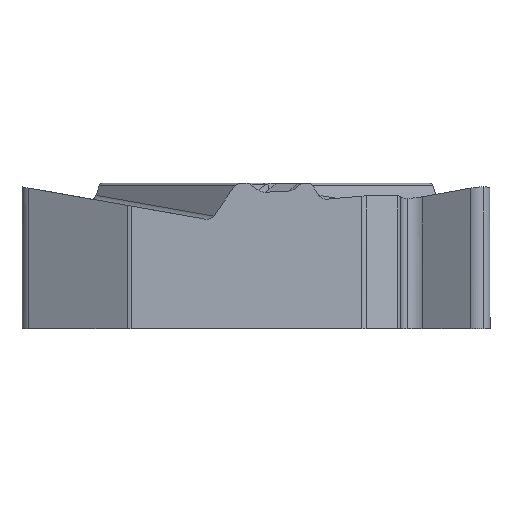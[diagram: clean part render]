
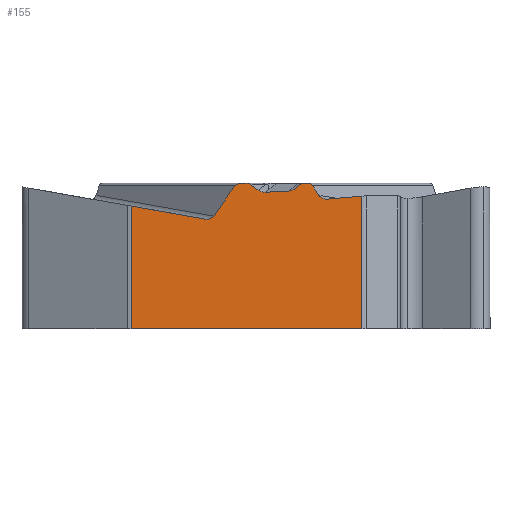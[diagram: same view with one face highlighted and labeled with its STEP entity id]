
A CAD part, left-side view. The second image highlights one B-rep face of the part: STEP entity #155.
In plain terms, the highlighted planar face has unit normal (-1, 0, 0).
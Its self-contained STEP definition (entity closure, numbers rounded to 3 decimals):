
#116=PLANE('',#1857);
#155=ADVANCED_FACE('',(#288),#116,.F.);
#288=FACE_OUTER_BOUND('',#378,.T.);
#378=EDGE_LOOP('',(#541,#542,#543,#544,#545,#546,#547,#548,#549,#550,#551,
#552,#553,#554,#555,#556,#557,#558,#559,#560));
#479=ELLIPSE('',#1843,0.234,0.2);
#486=ELLIPSE('',#1852,0.23,0.2);
#487=ELLIPSE('',#1853,0.17,0.15);
#488=ELLIPSE('',#1854,0.15,0.15);
#489=ELLIPSE('',#1855,0.167,0.15);
#490=ELLIPSE('',#1856,0.177,0.15);
#541=ORIENTED_EDGE('',*,*,#1231,.F.);
#542=ORIENTED_EDGE('',*,*,#1232,.F.);
#543=ORIENTED_EDGE('',*,*,#1233,.T.);
#544=ORIENTED_EDGE('',*,*,#1234,.F.);
#545=ORIENTED_EDGE('',*,*,#1235,.T.);
#546=ORIENTED_EDGE('',*,*,#1236,.F.);
#547=ORIENTED_EDGE('',*,*,#1210,.T.);
#548=ORIENTED_EDGE('',*,*,#1237,.F.);
#549=ORIENTED_EDGE('',*,*,#1238,.F.);
#550=ORIENTED_EDGE('',*,*,#1239,.F.);
#551=ORIENTED_EDGE('',*,*,#1240,.F.);
#552=ORIENTED_EDGE('',*,*,#1241,.F.);
#553=ORIENTED_EDGE('',*,*,#1242,.F.);
#554=ORIENTED_EDGE('',*,*,#1243,.F.);
#555=ORIENTED_EDGE('',*,*,#1244,.F.);
#556=ORIENTED_EDGE('',*,*,#1245,.F.);
#557=ORIENTED_EDGE('',*,*,#1246,.F.);
#558=ORIENTED_EDGE('',*,*,#1247,.F.);
#559=ORIENTED_EDGE('',*,*,#1248,.F.);
#560=ORIENTED_EDGE('',*,*,#1249,.F.);
#1038=VERTEX_POINT('',#2920);
#1040=VERTEX_POINT('',#2924);
#1061=VERTEX_POINT('',#2993);
#1062=VERTEX_POINT('',#2994);
#1063=VERTEX_POINT('',#2996);
#1064=VERTEX_POINT('',#2998);
#1065=VERTEX_POINT('',#3000);
#1066=VERTEX_POINT('',#3002);
#1067=VERTEX_POINT('',#3005);
#1068=VERTEX_POINT('',#3007);
#1069=VERTEX_POINT('',#3009);
#1070=VERTEX_POINT('',#3011);
#1071=VERTEX_POINT('',#3013);
#1072=VERTEX_POINT('',#3027);
#1073=VERTEX_POINT('',#3029);
#1074=VERTEX_POINT('',#3043);
#1075=VERTEX_POINT('',#3045);
#1076=VERTEX_POINT('',#3047);
#1077=VERTEX_POINT('',#3049);
#1078=VERTEX_POINT('',#3051);
#1210=EDGE_CURVE('',#1038,#1040,#479,.T.);
#1231=EDGE_CURVE('',#1061,#1062,#486,.T.);
#1232=EDGE_CURVE('',#1063,#1061,#1481,.T.);
#1233=EDGE_CURVE('',#1063,#1064,#1482,.T.);
#1234=EDGE_CURVE('',#1065,#1064,#1483,.T.);
#1235=EDGE_CURVE('',#1065,#1066,#1484,.T.);
#1236=EDGE_CURVE('',#1038,#1066,#1485,.T.);
#1237=EDGE_CURVE('',#1067,#1040,#1486,.T.);
#1238=EDGE_CURVE('',#1068,#1067,#487,.T.);
#1239=EDGE_CURVE('',#1069,#1068,#1487,.T.);
#1240=EDGE_CURVE('',#1070,#1069,#488,.T.);
#1241=EDGE_CURVE('',#1071,#1070,#1488,.T.);
#1242=EDGE_CURVE('',#1072,#1071,#1792,.T.);
#1243=EDGE_CURVE('',#1073,#1072,#1489,.T.);
#1244=EDGE_CURVE('',#1074,#1073,#1793,.T.);
#1245=EDGE_CURVE('',#1075,#1074,#1490,.T.);
#1246=EDGE_CURVE('',#1076,#1075,#489,.T.);
#1247=EDGE_CURVE('',#1077,#1076,#1491,.T.);
#1248=EDGE_CURVE('',#1078,#1077,#490,.T.);
#1249=EDGE_CURVE('',#1062,#1078,#1492,.T.);
#1481=LINE('',#2995,#1634);
#1482=LINE('',#2997,#1635);
#1483=LINE('',#2999,#1636);
#1484=LINE('',#3001,#1637);
#1485=LINE('',#3003,#1638);
#1486=LINE('',#3004,#1639);
#1487=LINE('',#3008,#1640);
#1488=LINE('',#3012,#1641);
#1489=LINE('',#3028,#1642);
#1490=LINE('',#3044,#1643);
#1491=LINE('',#3048,#1644);
#1492=LINE('',#3052,#1645);
#1634=VECTOR('',#2048,1.);
#1635=VECTOR('',#2049,1.);
#1636=VECTOR('',#2050,1.);
#1637=VECTOR('',#2051,1.);
#1638=VECTOR('',#2052,1.);
#1639=VECTOR('',#2053,1.);
#1640=VECTOR('',#2056,1.);
#1641=VECTOR('',#2059,1.);
#1642=VECTOR('',#2060,1.);
#1643=VECTOR('',#2061,1.);
#1644=VECTOR('',#2064,1.);
#1645=VECTOR('',#2067,1.);
#1792=B_SPLINE_CURVE_WITH_KNOTS('',3,(#3014,#3015,#3016,#3017,#3018,#3019,
#3020,#3021,#3022,#3023,#3024,#3025,#3026),.UNSPECIFIED.,.F.,.F.,(4,3,3,
3,4),(0.,0.249,0.498,0.746,1.),
 .UNSPECIFIED.);
#1793=B_SPLINE_CURVE_WITH_KNOTS('',3,(#3030,#3031,#3032,#3033,#3034,#3035,
#3036,#3037,#3038,#3039,#3040,#3041,#3042),.UNSPECIFIED.,.F.,.F.,(4,3,3,
3,4),(0.,0.234,0.468,0.701,1.),
 .UNSPECIFIED.);
#1843=AXIS2_PLACEMENT_3D('',#2925,#2016,#2017);
#1852=AXIS2_PLACEMENT_3D('',#2992,#2046,#2047);
#1853=AXIS2_PLACEMENT_3D('',#3006,#2054,#2055);
#1854=AXIS2_PLACEMENT_3D('',#3010,#2057,#2058);
#1855=AXIS2_PLACEMENT_3D('',#3046,#2062,#2063);
#1856=AXIS2_PLACEMENT_3D('',#3050,#2065,#2066);
#1857=AXIS2_PLACEMENT_3D('',#3053,#2068,#2069);
#2016=DIRECTION('',(1.,0.,0.));
#2017=DIRECTION('',(0.,-0.986,-0.165));
#2046=DIRECTION('',(-1.,0.,0.));
#2047=DIRECTION('',(0.,-0.985,-0.174));
#2048=DIRECTION('',(0.,-0.985,-0.174));
#2049=DIRECTION('',(0.,0.,-1.));
#2050=DIRECTION('',(0.,1.,0.));
#2051=DIRECTION('',(0.,0.,1.));
#2052=DIRECTION('',(0.,-0.996,0.088));
#2053=DIRECTION('',(0.,-0.558,-0.83));
#2054=DIRECTION('',(1.,0.,0.));
#2055=DIRECTION('',(0.,1.,0.));
#2056=DIRECTION('',(0.,-1.,0.));
#2057=DIRECTION('',(1.,0.,0.));
#2058=DIRECTION('',(0.,-1.,0.));
#2059=DIRECTION('',(0.,-0.759,0.651));
#2060=DIRECTION('',(0.,-0.999,0.043));
#2061=DIRECTION('',(0.,-0.792,-0.611));
#2062=DIRECTION('',(1.,0.,0.));
#2063=DIRECTION('',(0.,1.,0.));
#2064=DIRECTION('',(0.,-1.,0.));
#2065=DIRECTION('',(1.,0.,0.));
#2066=DIRECTION('',(0.,1.,0.));
#2067=DIRECTION('',(0.,-0.574,0.819));
#2068=DIRECTION('',(1.,0.,0.));
#2069=DIRECTION('',(0.,0.,-1.));
#2920=CARTESIAN_POINT('',(-4.763,-1.646,-0.344));
#2924=CARTESIAN_POINT('',(-4.763,-1.41,-0.238));
#2925=CARTESIAN_POINT('',(-4.763,-1.61,-0.144));
#2992=CARTESIAN_POINT('',(-4.763,1.732,-0.708));
#2993=CARTESIAN_POINT('',(-4.763,1.767,-0.905));
#2994=CARTESIAN_POINT('',(-4.763,1.535,-0.819));
#2995=CARTESIAN_POINT('',(-4.763,-2.869,-1.723));
#2996=CARTESIAN_POINT('',(-4.763,3.842,-0.539));
#2997=CARTESIAN_POINT('',(-4.763,3.842,-5.47));
#2998=CARTESIAN_POINT('',(-4.763,3.842,-3.97));
#2999=CARTESIAN_POINT('',(-4.763,-3.173,-3.97));
#3000=CARTESIAN_POINT('',(-4.763,-2.602,-3.97));
#3001=CARTESIAN_POINT('',(-4.763,-2.602,3.1));
#3002=CARTESIAN_POINT('',(-4.763,-2.602,-0.26));
#3003=CARTESIAN_POINT('',(-4.763,3.106,-0.763));
#3004=CARTESIAN_POINT('',(-4.763,0.127,2.048));
#3005=CARTESIAN_POINT('',(-4.763,-1.232,0.027));
#3006=CARTESIAN_POINT('',(-4.763,-1.086,-0.05));
#3007=CARTESIAN_POINT('',(-4.763,-1.086,0.1));
#3008=CARTESIAN_POINT('',(-4.763,3.173,0.1));
#3009=CARTESIAN_POINT('',(-4.763,-0.971,0.1));
#3010=CARTESIAN_POINT('',(-4.763,-0.971,-0.05));
#3011=CARTESIAN_POINT('',(-4.763,-0.873,0.064));
#3012=CARTESIAN_POINT('',(-4.763,1.492,-1.962));
#3013=CARTESIAN_POINT('',(-4.763,-0.748,-0.043));
#3014=CARTESIAN_POINT('',(-4.763,-0.55,-0.122));
#3015=CARTESIAN_POINT('',(-4.763,-0.568,-0.121));
#3016=CARTESIAN_POINT('',(-4.763,-0.586,-0.118));
#3017=CARTESIAN_POINT('',(-4.763,-0.603,-0.115));
#3018=CARTESIAN_POINT('',(-4.763,-0.621,-0.111));
#3019=CARTESIAN_POINT('',(-4.763,-0.638,-0.106));
#3020=CARTESIAN_POINT('',(-4.763,-0.655,-0.099));
#3021=CARTESIAN_POINT('',(-4.763,-0.672,-0.092));
#3022=CARTESIAN_POINT('',(-4.763,-0.688,-0.084));
#3023=CARTESIAN_POINT('',(-4.763,-0.703,-0.075));
#3024=CARTESIAN_POINT('',(-4.763,-0.719,-0.066));
#3025=CARTESIAN_POINT('',(-4.763,-0.734,-0.055));
#3026=CARTESIAN_POINT('',(-4.763,-0.748,-0.043));
#3027=CARTESIAN_POINT('',(-4.763,-0.55,-0.122));
#3028=CARTESIAN_POINT('',(-4.763,-3.173,-0.01));
#3029=CARTESIAN_POINT('',(-4.763,0.098,-0.149));
#3030=CARTESIAN_POINT('',(-4.763,0.297,-0.087));
#3031=CARTESIAN_POINT('',(-4.763,0.284,-0.098));
#3032=CARTESIAN_POINT('',(-4.763,0.269,-0.107));
#3033=CARTESIAN_POINT('',(-4.763,0.255,-0.114));
#3034=CARTESIAN_POINT('',(-4.763,0.24,-0.122));
#3035=CARTESIAN_POINT('',(-4.763,0.225,-0.129));
#3036=CARTESIAN_POINT('',(-4.763,0.209,-0.134));
#3037=CARTESIAN_POINT('',(-4.763,0.194,-0.139));
#3038=CARTESIAN_POINT('',(-4.763,0.177,-0.143));
#3039=CARTESIAN_POINT('',(-4.763,0.161,-0.146));
#3040=CARTESIAN_POINT('',(-4.763,0.14,-0.149));
#3041=CARTESIAN_POINT('',(-4.763,0.119,-0.15));
#3042=CARTESIAN_POINT('',(-4.763,0.098,-0.149));
#3043=CARTESIAN_POINT('',(-4.763,0.297,-0.087));
#3044=CARTESIAN_POINT('',(-4.763,-1.836,-1.733));
#3045=CARTESIAN_POINT('',(-4.763,0.493,0.064));
#3046=CARTESIAN_POINT('',(-4.763,0.601,-0.05));
#3047=CARTESIAN_POINT('',(-4.763,0.601,0.1));
#3048=CARTESIAN_POINT('',(-4.763,-3.173,0.1));
#3049=CARTESIAN_POINT('',(-4.763,0.791,0.1));
#3050=CARTESIAN_POINT('',(-4.763,0.791,-0.05));
#3051=CARTESIAN_POINT('',(-4.763,0.943,0.027));
#3052=CARTESIAN_POINT('',(-4.763,-0.398,1.943));
#3053=CARTESIAN_POINT('',(-4.763,-3.173,0.));
